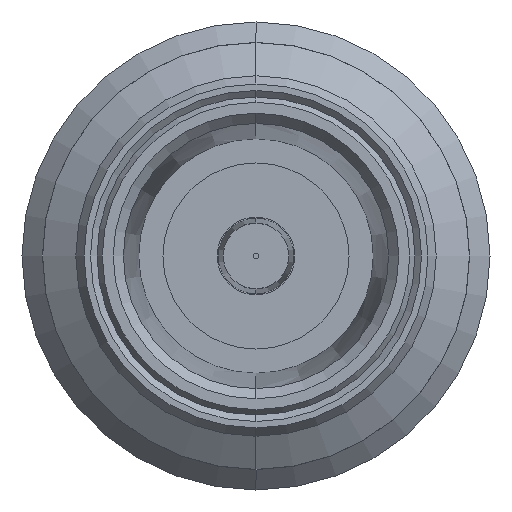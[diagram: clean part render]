
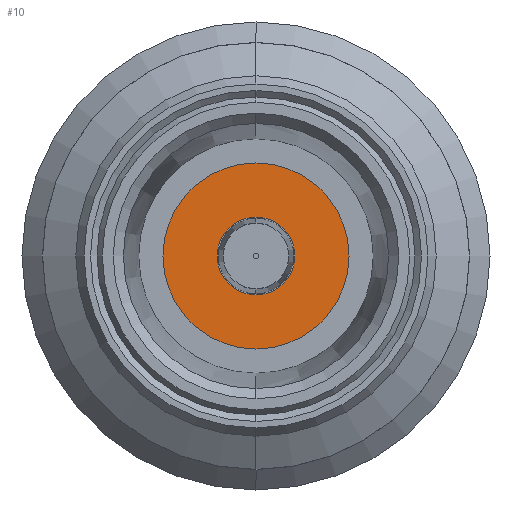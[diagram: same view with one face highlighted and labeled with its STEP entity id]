
A CAD part, left-side view. The second image highlights one B-rep face of the part: STEP entity #10.
In plain terms, the highlighted planar face has unit normal (-1, 0, 0).
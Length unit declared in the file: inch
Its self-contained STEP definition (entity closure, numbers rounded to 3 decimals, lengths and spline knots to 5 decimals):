
#10 = ADVANCED_FACE ( 'NONE', ( #2709, #2093 ), #794, .F. ) ;
#141 = DIRECTION ( 'NONE',  ( -1., 0., 0. ) ) ;
#153 = CARTESIAN_POINT ( 'NONE',  ( 0.56142, 0., 0. ) ) ;
#254 = DIRECTION ( 'NONE',  ( 0., 0., -1. ) ) ;
#442 = DIRECTION ( 'NONE',  ( 0., 0., 1. ) ) ;
#567 = EDGE_CURVE ( 'NONE', #1630, #1406, #3528, .T. ) ;
#638 = CARTESIAN_POINT ( 'NONE',  ( 0.56142, 0., -0.05726 ) ) ;
#794 = PLANE ( 'NONE',  #2352 ) ;
#828 = CIRCLE ( 'NONE', #1455, 0.05726 ) ;
#854 = EDGE_LOOP ( 'NONE', ( #1847, #3226 ) ) ;
#939 = DIRECTION ( 'NONE',  ( -1., 0., 0. ) ) ;
#995 = CARTESIAN_POINT ( 'NONE',  ( 0.56142, 0., -0.16744 ) ) ;
#1013 = AXIS2_PLACEMENT_3D ( 'NONE', #3390, #939, #1768 ) ;
#1064 = CIRCLE ( 'NONE', #2484, 0.16744 ) ;
#1220 = CARTESIAN_POINT ( 'NONE',  ( 0.56142, 0., 0. ) ) ;
#1297 = EDGE_LOOP ( 'NONE', ( #2361, #3006 ) ) ;
#1406 = VERTEX_POINT ( 'NONE', #995 ) ;
#1455 = AXIS2_PLACEMENT_3D ( 'NONE', #2743, #2433, #2471 ) ;
#1501 = EDGE_CURVE ( 'NONE', #2071, #2693, #3116, .T. ) ;
#1630 = VERTEX_POINT ( 'NONE', #1878 ) ;
#1768 = DIRECTION ( 'NONE',  ( 0., 0., 1. ) ) ;
#1823 = CARTESIAN_POINT ( 'NONE',  ( 0.56142, 0., 0.05726 ) ) ;
#1824 = DIRECTION ( 'NONE',  ( 1., 0., 0. ) ) ;
#1847 = ORIENTED_EDGE ( 'NONE', *, *, #567, .T. ) ;
#1878 = CARTESIAN_POINT ( 'NONE',  ( 0.56142, 0., 0.16744 ) ) ;
#1882 = CARTESIAN_POINT ( 'NONE',  ( 0.56142, 0.16744, 0. ) ) ;
#2071 = VERTEX_POINT ( 'NONE', #638 ) ;
#2093 = FACE_OUTER_BOUND ( 'NONE', #854, .T. ) ;
#2322 = DIRECTION ( 'NONE',  ( 0., 0., 1. ) ) ;
#2352 = AXIS2_PLACEMENT_3D ( 'NONE', #1882, #1824, #254 ) ;
#2361 = ORIENTED_EDGE ( 'NONE', *, *, #2774, .F. ) ;
#2433 = DIRECTION ( 'NONE',  ( -1., 0., 0. ) ) ;
#2471 = DIRECTION ( 'NONE',  ( 0., 0., 1. ) ) ;
#2484 = AXIS2_PLACEMENT_3D ( 'NONE', #1220, #141, #2322 ) ;
#2664 = AXIS2_PLACEMENT_3D ( 'NONE', #153, #2905, #442 ) ;
#2693 = VERTEX_POINT ( 'NONE', #1823 ) ;
#2709 = FACE_BOUND ( 'NONE', #1297, .T. ) ;
#2743 = CARTESIAN_POINT ( 'NONE',  ( 0.56142, 0., 0. ) ) ;
#2774 = EDGE_CURVE ( 'NONE', #2693, #2071, #828, .T. ) ;
#2905 = DIRECTION ( 'NONE',  ( -1., 0., 0. ) ) ;
#3006 = ORIENTED_EDGE ( 'NONE', *, *, #1501, .F. ) ;
#3090 = EDGE_CURVE ( 'NONE', #1406, #1630, #1064, .T. ) ;
#3116 = CIRCLE ( 'NONE', #1013, 0.05726 ) ;
#3226 = ORIENTED_EDGE ( 'NONE', *, *, #3090, .T. ) ;
#3390 = CARTESIAN_POINT ( 'NONE',  ( 0.56142, 0., 0. ) ) ;
#3528 = CIRCLE ( 'NONE', #2664, 0.16744 ) ;
